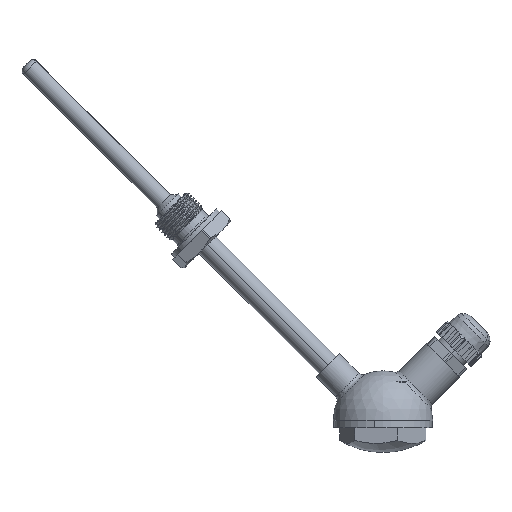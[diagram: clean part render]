
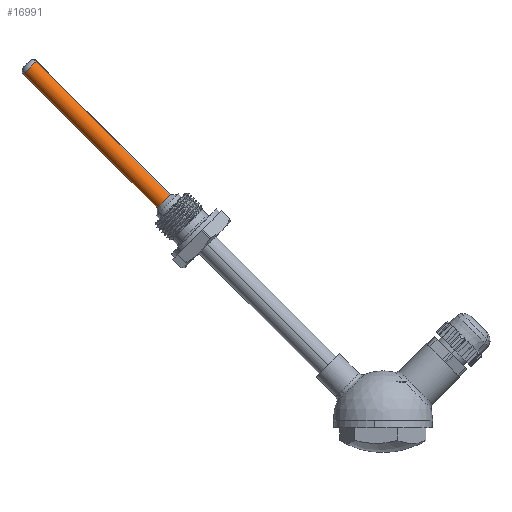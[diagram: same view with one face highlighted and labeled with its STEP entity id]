
A CAD part, top view. The second image highlights one B-rep face of the part: STEP entity #16991.
In plain terms, the highlighted cylindrical face has radius 4 mm (diameter 8 mm), a partial arc.
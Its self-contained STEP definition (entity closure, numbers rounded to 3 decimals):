
#339 = AXIS2_PLACEMENT_3D ( 'NONE', #3839, #3536, #10697 ) ;
#849 = LINE ( 'NONE', #26759, #10523 ) ;
#2116 = AXIS2_PLACEMENT_3D ( 'NONE', #28928, #11904, #26753 ) ;
#2724 = CARTESIAN_POINT ( 'NONE',  ( -49., 0., 4. ) ) ;
#2761 = EDGE_LOOP ( 'NONE', ( #10004, #13197, #3069, #11876 ) ) ;
#3069 = ORIENTED_EDGE ( 'NONE', *, *, #29064, .F. ) ;
#3134 = AXIS2_PLACEMENT_3D ( 'NONE', #5729, #5561, #15258 ) ;
#3344 = EDGE_CURVE ( 'NONE', #16699, #24299, #28254, .T. ) ;
#3536 = DIRECTION ( 'NONE',  ( -1., 0., 0. ) ) ;
#3839 = CARTESIAN_POINT ( 'NONE',  ( 49., 0., 0. ) ) ;
#4075 = CIRCLE ( 'NONE', #2116, 4. ) ;
#5070 = VECTOR ( 'NONE', #26521, 1000. ) ;
#5561 = DIRECTION ( 'NONE',  ( -1., 0., 0. ) ) ;
#5729 = CARTESIAN_POINT ( 'NONE',  ( -61.354, 0., 0. ) ) ;
#5876 = CYLINDRICAL_SURFACE ( 'NONE', #3134, 4. ) ;
#10004 = ORIENTED_EDGE ( 'NONE', *, *, #3344, .T. ) ;
#10523 = VECTOR ( 'NONE', #12056, 1000. ) ;
#10697 = DIRECTION ( 'NONE',  ( 0., 0., 1. ) ) ;
#11369 = VERTEX_POINT ( 'NONE', #2724 ) ;
#11876 = ORIENTED_EDGE ( 'NONE', *, *, #29359, .F. ) ;
#11904 = DIRECTION ( 'NONE',  ( -1., 0., 0. ) ) ;
#12056 = DIRECTION ( 'NONE',  ( -1., 0., 0. ) ) ;
#12918 = CARTESIAN_POINT ( 'NONE',  ( -61.354, 0., 4. ) ) ;
#13197 = ORIENTED_EDGE ( 'NONE', *, *, #30099, .T. ) ;
#13846 = CARTESIAN_POINT ( 'NONE',  ( -49., 0., -4. ) ) ;
#15258 = DIRECTION ( 'NONE',  ( 0., 0., 1. ) ) ;
#16699 = VERTEX_POINT ( 'NONE', #24419 ) ;
#16991 = ADVANCED_FACE ( 'NONE', ( #26977 ), #5876, .T. ) ;
#17617 = LINE ( 'NONE', #12918, #5070 ) ;
#21219 = CARTESIAN_POINT ( 'NONE',  ( 49., 0., -4. ) ) ;
#24299 = VERTEX_POINT ( 'NONE', #21219 ) ;
#24419 = CARTESIAN_POINT ( 'NONE',  ( 49., 0., 4. ) ) ;
#26521 = DIRECTION ( 'NONE',  ( -1., 0., 0. ) ) ;
#26753 = DIRECTION ( 'NONE',  ( 0., 0., 1. ) ) ;
#26759 = CARTESIAN_POINT ( 'NONE',  ( -61.354, 0., -4. ) ) ;
#26977 = FACE_OUTER_BOUND ( 'NONE', #2761, .T. ) ;
#28254 = CIRCLE ( 'NONE', #339, 4. ) ;
#28480 = VERTEX_POINT ( 'NONE', #13846 ) ;
#28928 = CARTESIAN_POINT ( 'NONE',  ( -49., 0., 0. ) ) ;
#29064 = EDGE_CURVE ( 'NONE', #11369, #28480, #4075, .T. ) ;
#29359 = EDGE_CURVE ( 'NONE', #16699, #11369, #17617, .T. ) ;
#30099 = EDGE_CURVE ( 'NONE', #24299, #28480, #849, .T. ) ;
